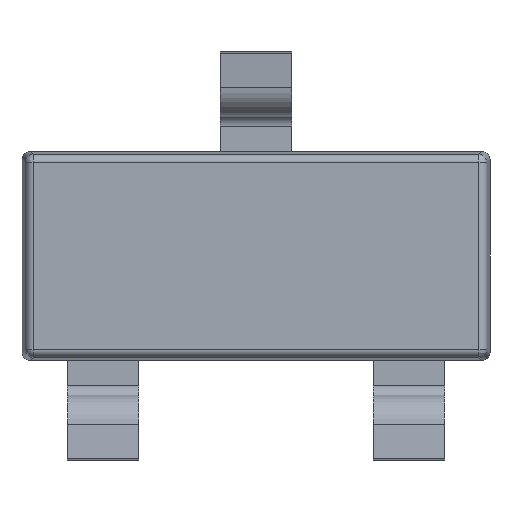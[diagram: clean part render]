
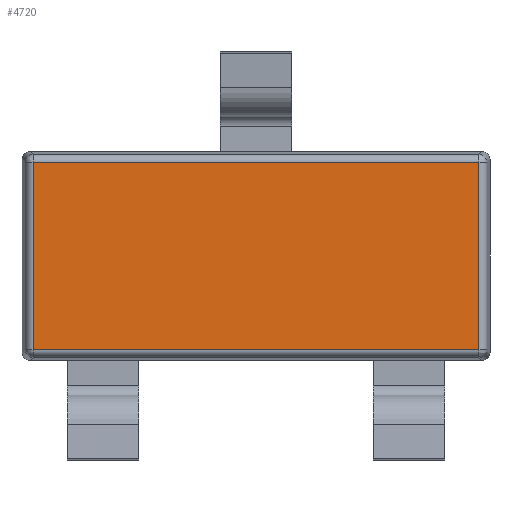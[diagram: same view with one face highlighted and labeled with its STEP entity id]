
A CAD part, front view. The second image highlights one B-rep face of the part: STEP entity #4720.
In plain terms, the highlighted planar face has unit normal (0, -1, 0).
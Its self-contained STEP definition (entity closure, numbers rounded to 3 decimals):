
#286 = CARTESIAN_POINT ( 'NONE',  ( 1.39, -0.437, -0.584 ) ) ;
#291 = PLANE ( 'NONE',  #328 ) ;
#292 = CARTESIAN_POINT ( 'NONE',  ( -1.39, -0.437, -0.584 ) ) ;
#301 = FACE_OUTER_BOUND ( 'NONE', #4716, .T. ) ;
#302 = CARTESIAN_POINT ( 'NONE',  ( -1.39, -0.437, 0.584 ) ) ;
#304 = DIRECTION ( 'NONE',  ( 0., 0., -1. ) ) ;
#305 = DIRECTION ( 'NONE',  ( 0., -1., 0. ) ) ;
#306 = CARTESIAN_POINT ( 'NONE',  ( -1.46, -0.437, 0. ) ) ;
#327 = CARTESIAN_POINT ( 'NONE',  ( 1.39, -0.437, 0.584 ) ) ;
#328 = AXIS2_PLACEMENT_3D ( 'NONE', #306, #305, #304 ) ;
#333 = DIRECTION ( 'NONE',  ( 1., 0., 0. ) ) ;
#339 = VECTOR ( 'NONE', #333, 1000. ) ;
#340 = CARTESIAN_POINT ( 'NONE',  ( -1.46, -0.437, 0.584 ) ) ;
#341 = LINE ( 'NONE', #340, #339 ) ;
#342 = LINE ( 'NONE', #367, #366 ) ;
#365 = DIRECTION ( 'NONE',  ( 0., 0., 1. ) ) ;
#366 = VECTOR ( 'NONE', #365, 1000. ) ;
#367 = CARTESIAN_POINT ( 'NONE',  ( 1.39, -0.437, 0. ) ) ;
#956 = ORIENTED_EDGE ( 'NONE', *, *, #4593, .T. ) ;
#1001 = EDGE_CURVE ( 'NONE', #4713, #4705, #2575, .T. ) ;
#2570 = DIRECTION ( 'NONE',  ( -1., 0., 0. ) ) ;
#2571 = VECTOR ( 'NONE', #2570, 1000. ) ;
#2572 = CARTESIAN_POINT ( 'NONE',  ( -1.46, -0.437, -0.584 ) ) ;
#2575 = LINE ( 'NONE', #2572, #2571 ) ;
#4479 = DIRECTION ( 'NONE',  ( 0., 0., -1. ) ) ;
#4480 = VECTOR ( 'NONE', #4479, 1000. ) ;
#4481 = CARTESIAN_POINT ( 'NONE',  ( -1.39, -0.437, 0. ) ) ;
#4486 = LINE ( 'NONE', #4481, #4480 ) ;
#4593 = EDGE_CURVE ( 'NONE', #4719, #4705, #4486, .T. ) ;
#4705 = VERTEX_POINT ( 'NONE', #292 ) ;
#4713 = VERTEX_POINT ( 'NONE', #286 ) ;
#4716 = EDGE_LOOP ( 'NONE', ( #4725, #956, #4747, #4718 ) ) ;
#4718 = ORIENTED_EDGE ( 'NONE', *, *, #4737, .T. ) ;
#4719 = VERTEX_POINT ( 'NONE', #302 ) ;
#4720 = ADVANCED_FACE ( 'NONE', ( #301 ), #291, .T. ) ;
#4725 = ORIENTED_EDGE ( 'NONE', *, *, #4727, .F. ) ;
#4727 = EDGE_CURVE ( 'NONE', #4719, #4730, #341, .T. ) ;
#4730 = VERTEX_POINT ( 'NONE', #327 ) ;
#4737 = EDGE_CURVE ( 'NONE', #4713, #4730, #342, .T. ) ;
#4747 = ORIENTED_EDGE ( 'NONE', *, *, #1001, .F. ) ;
